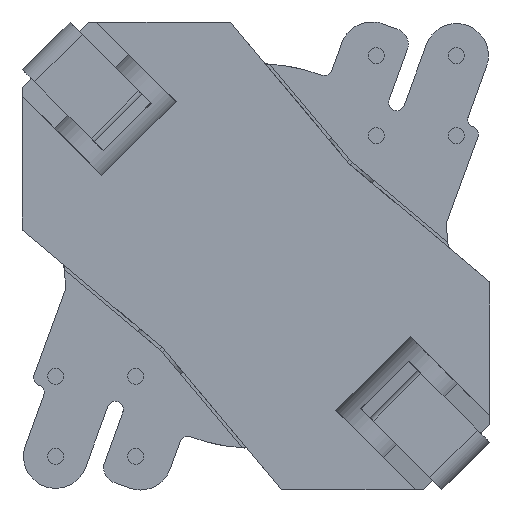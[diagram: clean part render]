
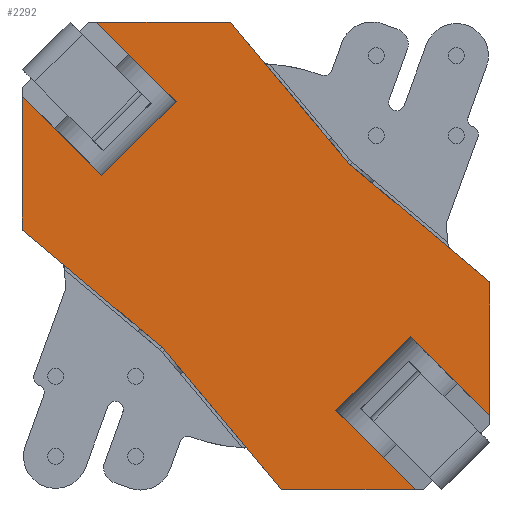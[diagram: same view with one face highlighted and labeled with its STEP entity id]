
A CAD part, front view. The second image highlights one B-rep face of the part: STEP entity #2292.
In plain terms, the highlighted face is planar.
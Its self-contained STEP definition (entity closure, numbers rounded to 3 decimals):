
#7 = EDGE_CURVE ( 'NONE', #2427, #1281, #351, .T. ) ;
#341 = DIRECTION ( 'NONE',  ( 0.087, 0.996, 0. ) ) ;
#351 = LINE ( 'NONE', #2991, #5184 ) ;
#404 = ORIENTED_EDGE ( 'NONE', *, *, #4493, .T. ) ;
#408 = DIRECTION ( 'NONE',  ( -1., 0., 0. ) ) ;
#564 = VECTOR ( 'NONE', #5627, 1000. ) ;
#616 = EDGE_CURVE ( 'NONE', #5550, #2279, #1835, .T. ) ;
#679 = ORIENTED_EDGE ( 'NONE', *, *, #5625, .T. ) ;
#791 = ORIENTED_EDGE ( 'NONE', *, *, #3748, .T. ) ;
#847 = ORIENTED_EDGE ( 'NONE', *, *, #7599, .F. ) ;
#986 = CARTESIAN_POINT ( 'NONE',  ( -4.15, 0., 0. ) ) ;
#1019 = CARTESIAN_POINT ( 'NONE',  ( 1.66, 8.81, 0. ) ) ;
#1198 = CARTESIAN_POINT ( 'NONE',  ( 1.66, 5.25, 0. ) ) ;
#1219 = DIRECTION ( 'NONE',  ( -1., 0., 0. ) ) ;
#1281 = VERTEX_POINT ( 'NONE', #6148 ) ;
#1285 = VECTOR ( 'NONE', #3565, 1000. ) ;
#1359 = CARTESIAN_POINT ( 'NONE',  ( 4.15, 0., 0. ) ) ;
#1375 = CARTESIAN_POINT ( 'NONE',  ( -4.15, 0., 0. ) ) ;
#1508 = ORIENTED_EDGE ( 'NONE', *, *, #6993, .F. ) ;
#1520 = CARTESIAN_POINT ( 'NONE',  ( 4.66, 5.81, 0. ) ) ;
#1625 = VERTEX_POINT ( 'NONE', #6942 ) ;
#1722 = VERTEX_POINT ( 'NONE', #5338 ) ;
#1835 = LINE ( 'NONE', #5650, #5179 ) ;
#1843 = CARTESIAN_POINT ( 'NONE',  ( 1.66, 5.25, 0. ) ) ;
#1914 = EDGE_CURVE ( 'NONE', #6771, #6382, #6613, .T. ) ;
#2062 = VERTEX_POINT ( 'NONE', #1520 ) ;
#2120 = VERTEX_POINT ( 'NONE', #5186 ) ;
#2155 = VECTOR ( 'NONE', #5991, 1000. ) ;
#2174 = VECTOR ( 'NONE', #6276, 1000. ) ;
#2279 = VERTEX_POINT ( 'NONE', #4784 ) ;
#2292 = ADVANCED_FACE ( 'NONE', ( #2859 ), #7131, .F. ) ;
#2423 = LINE ( 'NONE', #3403, #6279 ) ;
#2427 = VERTEX_POINT ( 'NONE', #6153 ) ;
#2491 = CARTESIAN_POINT ( 'NONE',  ( 4.66, 5.81, 0. ) ) ;
#2569 = EDGE_LOOP ( 'NONE', ( #791, #6578, #4709, #2771, #2870, #6056, #3041, #5189, #1508, #847, #404, #679, #6207, #2865 ) ) ;
#2587 = VERTEX_POINT ( 'NONE', #6507 ) ;
#2610 = AXIS2_PLACEMENT_3D ( 'NONE', #3586, #4260, #1219 ) ;
#2685 = CARTESIAN_POINT ( 'NONE',  ( 1.66, -5.25, 0. ) ) ;
#2771 = ORIENTED_EDGE ( 'NONE', *, *, #616, .T. ) ;
#2859 = FACE_OUTER_BOUND ( 'NONE', #2569, .T. ) ;
#2865 = ORIENTED_EDGE ( 'NONE', *, *, #3958, .T. ) ;
#2870 = ORIENTED_EDGE ( 'NONE', *, *, #5599, .T. ) ;
#2991 = CARTESIAN_POINT ( 'NONE',  ( -4.66, -5.81, 0. ) ) ;
#3041 = ORIENTED_EDGE ( 'NONE', *, *, #4864, .T. ) ;
#3332 = LINE ( 'NONE', #5253, #3426 ) ;
#3400 = LINE ( 'NONE', #6588, #2155 ) ;
#3403 = CARTESIAN_POINT ( 'NONE',  ( 1.66, -5.25, 0. ) ) ;
#3426 = VECTOR ( 'NONE', #341, 1000. ) ;
#3437 = DIRECTION ( 'NONE',  ( 0.087, -0.996, 0. ) ) ;
#3450 = VECTOR ( 'NONE', #4378, 1000. ) ;
#3466 = VERTEX_POINT ( 'NONE', #1019 ) ;
#3565 = DIRECTION ( 'NONE',  ( -1., 0., 0. ) ) ;
#3586 = CARTESIAN_POINT ( 'NONE',  ( 0., 0., 0. ) ) ;
#3588 = VECTOR ( 'NONE', #6453, 1000. ) ;
#3748 = EDGE_CURVE ( 'NONE', #2062, #3466, #5132, .T. ) ;
#3785 = LINE ( 'NONE', #3949, #2174 ) ;
#3786 = DIRECTION ( 'NONE',  ( 0., 1., 0. ) ) ;
#3847 = VERTEX_POINT ( 'NONE', #2685 ) ;
#3949 = CARTESIAN_POINT ( 'NONE',  ( 1.66, -5.25, 0. ) ) ;
#3958 = EDGE_CURVE ( 'NONE', #6382, #2062, #3332, .T. ) ;
#3980 = VECTOR ( 'NONE', #7350, 1000. ) ;
#4047 = CARTESIAN_POINT ( 'NONE',  ( 4.66, -5.81, 0. ) ) ;
#4058 = LINE ( 'NONE', #5833, #7039 ) ;
#4063 = LINE ( 'NONE', #986, #5482 ) ;
#4260 = DIRECTION ( 'NONE',  ( 0., 0., -1. ) ) ;
#4289 = EDGE_CURVE ( 'NONE', #2587, #3466, #5850, .T. ) ;
#4298 = DIRECTION ( 'NONE',  ( 0., 1., 0. ) ) ;
#4378 = DIRECTION ( 'NONE',  ( -0.087, 0.996, 0. ) ) ;
#4493 = EDGE_CURVE ( 'NONE', #3847, #1625, #3785, .T. ) ;
#4536 = EDGE_CURVE ( 'NONE', #2120, #6996, #4063, .T. ) ;
#4709 = ORIENTED_EDGE ( 'NONE', *, *, #6306, .T. ) ;
#4784 = CARTESIAN_POINT ( 'NONE',  ( -1.66, 8.81, 0. ) ) ;
#4864 = EDGE_CURVE ( 'NONE', #6996, #2427, #4921, .T. ) ;
#4893 = DIRECTION ( 'NONE',  ( 0.707, -0.707, 0. ) ) ;
#4913 = CARTESIAN_POINT ( 'NONE',  ( -4.15, 0., 0. ) ) ;
#4921 = LINE ( 'NONE', #1375, #564 ) ;
#5132 = LINE ( 'NONE', #2491, #3980 ) ;
#5179 = VECTOR ( 'NONE', #3786, 1000. ) ;
#5184 = VECTOR ( 'NONE', #4893, 1000. ) ;
#5186 = CARTESIAN_POINT ( 'NONE',  ( -4.66, 5.81, 0. ) ) ;
#5189 = ORIENTED_EDGE ( 'NONE', *, *, #7, .T. ) ;
#5223 = DIRECTION ( 'NONE',  ( -0.707, -0.707, 0. ) ) ;
#5247 = CARTESIAN_POINT ( 'NONE',  ( -1.66, 5.25, 0. ) ) ;
#5253 = CARTESIAN_POINT ( 'NONE',  ( 4.15, 0., 0. ) ) ;
#5338 = CARTESIAN_POINT ( 'NONE',  ( -1.66, -5.25, 0. ) ) ;
#5416 = CARTESIAN_POINT ( 'NONE',  ( 4.15, 0., 0. ) ) ;
#5482 = VECTOR ( 'NONE', #3437, 1000. ) ;
#5550 = VERTEX_POINT ( 'NONE', #5247 ) ;
#5599 = EDGE_CURVE ( 'NONE', #2279, #2120, #4058, .T. ) ;
#5625 = EDGE_CURVE ( 'NONE', #1625, #6771, #5753, .T. ) ;
#5627 = DIRECTION ( 'NONE',  ( -0.087, -0.996, 0. ) ) ;
#5650 = CARTESIAN_POINT ( 'NONE',  ( -1.66, 5.25, 0. ) ) ;
#5753 = LINE ( 'NONE', #4047, #3588 ) ;
#5833 = CARTESIAN_POINT ( 'NONE',  ( -4.66, 5.81, 0. ) ) ;
#5850 = LINE ( 'NONE', #1843, #6858 ) ;
#5929 = LINE ( 'NONE', #1198, #1285 ) ;
#5991 = DIRECTION ( 'NONE',  ( 0., -1., 0. ) ) ;
#6056 = ORIENTED_EDGE ( 'NONE', *, *, #4536, .T. ) ;
#6148 = CARTESIAN_POINT ( 'NONE',  ( -1.66, -8.81, 0. ) ) ;
#6153 = CARTESIAN_POINT ( 'NONE',  ( -4.66, -5.81, 0. ) ) ;
#6207 = ORIENTED_EDGE ( 'NONE', *, *, #1914, .T. ) ;
#6276 = DIRECTION ( 'NONE',  ( 0., -1., 0. ) ) ;
#6279 = VECTOR ( 'NONE', #408, 1000. ) ;
#6306 = EDGE_CURVE ( 'NONE', #2587, #5550, #5929, .T. ) ;
#6382 = VERTEX_POINT ( 'NONE', #5416 ) ;
#6453 = DIRECTION ( 'NONE',  ( 0.707, 0.707, 0. ) ) ;
#6507 = CARTESIAN_POINT ( 'NONE',  ( 1.66, 5.25, 0. ) ) ;
#6578 = ORIENTED_EDGE ( 'NONE', *, *, #4289, .F. ) ;
#6588 = CARTESIAN_POINT ( 'NONE',  ( -1.66, -5.25, 0. ) ) ;
#6613 = LINE ( 'NONE', #1359, #3450 ) ;
#6771 = VERTEX_POINT ( 'NONE', #6983 ) ;
#6858 = VECTOR ( 'NONE', #4298, 1000. ) ;
#6942 = CARTESIAN_POINT ( 'NONE',  ( 1.66, -8.81, 0. ) ) ;
#6983 = CARTESIAN_POINT ( 'NONE',  ( 4.66, -5.81, 0. ) ) ;
#6993 = EDGE_CURVE ( 'NONE', #1722, #1281, #3400, .T. ) ;
#6996 = VERTEX_POINT ( 'NONE', #4913 ) ;
#7039 = VECTOR ( 'NONE', #5223, 1000. ) ;
#7131 = PLANE ( 'NONE',  #2610 ) ;
#7350 = DIRECTION ( 'NONE',  ( -0.707, 0.707, 0. ) ) ;
#7599 = EDGE_CURVE ( 'NONE', #3847, #1722, #2423, .T. ) ;
